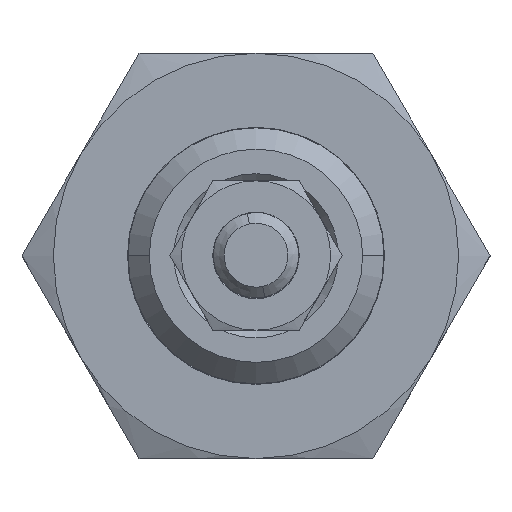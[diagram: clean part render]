
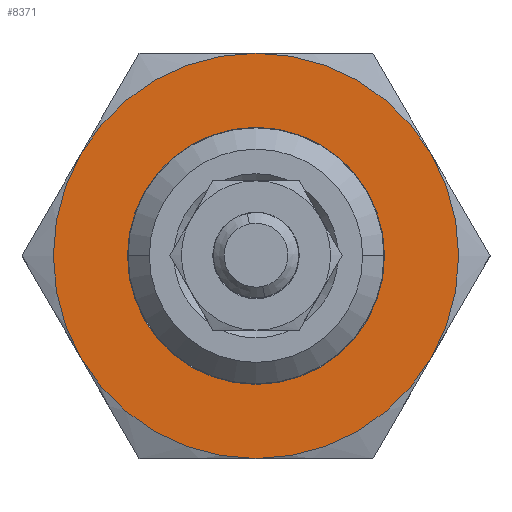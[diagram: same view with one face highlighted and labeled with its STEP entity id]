
A CAD part, top view. The second image highlights one B-rep face of the part: STEP entity #8371.
In plain terms, the highlighted planar face has unit normal (0, 0, 1).
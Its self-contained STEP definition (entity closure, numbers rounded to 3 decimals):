
#15 = ORIENTED_EDGE ( 'NONE', *, *, #10528, .F. ) ;
#80 = VERTEX_POINT ( 'NONE', #2401 ) ;
#192 = CARTESIAN_POINT ( 'NONE',  ( 0., 0., 80. ) ) ;
#336 = CARTESIAN_POINT ( 'NONE',  ( 0., 0., 80. ) ) ;
#493 = VERTEX_POINT ( 'NONE', #2344 ) ;
#589 = ORIENTED_EDGE ( 'NONE', *, *, #7097, .F. ) ;
#822 = DIRECTION ( 'NONE',  ( 0., 0., -1. ) ) ;
#885 = DIRECTION ( 'NONE',  ( 0.866, -0.5, 0. ) ) ;
#916 = VERTEX_POINT ( 'NONE', #7450 ) ;
#1234 = DIRECTION ( 'NONE',  ( 0., 0., -1. ) ) ;
#1270 = FACE_BOUND ( 'NONE', #2502, .T. ) ;
#1313 = EDGE_CURVE ( 'NONE', #6584, #8769, #9118, .T. ) ;
#1649 = CARTESIAN_POINT ( 'NONE',  ( 0., 0., 80. ) ) ;
#2132 = PLANE ( 'NONE',  #3984 ) ;
#2170 = DIRECTION ( 'NONE',  ( 0.866, -0.5, 0. ) ) ;
#2344 = CARTESIAN_POINT ( 'NONE',  ( -8.227, -4.75, 80. ) ) ;
#2401 = CARTESIAN_POINT ( 'NONE',  ( 5.218, -3.012, 80. ) ) ;
#2502 = EDGE_LOOP ( 'NONE', ( #11354, #3046 ) ) ;
#2565 = AXIS2_PLACEMENT_3D ( 'NONE', #7036, #2604, #10543 ) ;
#2604 = DIRECTION ( 'NONE',  ( 0., 0., -1. ) ) ;
#2907 = EDGE_LOOP ( 'NONE', ( #4397, #589, #10603, #4242, #15, #8432 ) ) ;
#3046 = ORIENTED_EDGE ( 'NONE', *, *, #3936, .T. ) ;
#3697 = EDGE_CURVE ( 'NONE', #4116, #80, #7905, .T. ) ;
#3850 = VERTEX_POINT ( 'NONE', #5815 ) ;
#3856 = CARTESIAN_POINT ( 'NONE',  ( 0., 0., 80. ) ) ;
#3863 = DIRECTION ( 'NONE',  ( 0., 0., -1. ) ) ;
#3900 = CARTESIAN_POINT ( 'NONE',  ( 0., 0., 80. ) ) ;
#3936 = EDGE_CURVE ( 'NONE', #80, #4116, #6606, .T. ) ;
#3984 = AXIS2_PLACEMENT_3D ( 'NONE', #4801, #8313, #5664 ) ;
#4038 = CIRCLE ( 'NONE', #6255, 9.5 ) ;
#4090 = CIRCLE ( 'NONE', #10522, 9.5 ) ;
#4116 = VERTEX_POINT ( 'NONE', #4581 ) ;
#4204 = EDGE_CURVE ( 'NONE', #3850, #493, #9926, .T. ) ;
#4242 = ORIENTED_EDGE ( 'NONE', *, *, #1313, .F. ) ;
#4397 = ORIENTED_EDGE ( 'NONE', *, *, #5572, .F. ) ;
#4407 = CARTESIAN_POINT ( 'NONE',  ( 8.227, -4.75, 80. ) ) ;
#4581 = CARTESIAN_POINT ( 'NONE',  ( -5.218, 3.012, 80. ) ) ;
#4801 = CARTESIAN_POINT ( 'NONE',  ( 0., 0., 80. ) ) ;
#4854 = FACE_OUTER_BOUND ( 'NONE', #2907, .T. ) ;
#5064 = CARTESIAN_POINT ( 'NONE',  ( 0., 9.5, 80. ) ) ;
#5322 = DIRECTION ( 'NONE',  ( 0.866, -0.5, 0. ) ) ;
#5446 = CARTESIAN_POINT ( 'NONE',  ( -8.227, 4.75, 80. ) ) ;
#5572 = EDGE_CURVE ( 'NONE', #8110, #3850, #8665, .T. ) ;
#5664 = DIRECTION ( 'NONE',  ( 0.866, -0.5, 0. ) ) ;
#5670 = DIRECTION ( 'NONE',  ( 0., 0., -1. ) ) ;
#5815 = CARTESIAN_POINT ( 'NONE',  ( 0., -9.5, 80. ) ) ;
#5997 = DIRECTION ( 'NONE',  ( 0.866, -0.5, 0. ) ) ;
#6100 = CIRCLE ( 'NONE', #9589, 9.5 ) ;
#6255 = AXIS2_PLACEMENT_3D ( 'NONE', #10419, #10533, #5997 ) ;
#6561 = CARTESIAN_POINT ( 'NONE',  ( 0., 0., 80. ) ) ;
#6584 = VERTEX_POINT ( 'NONE', #5446 ) ;
#6606 = CIRCLE ( 'NONE', #8077, 6.025 ) ;
#6949 = DIRECTION ( 'NONE',  ( 0., 0., -1. ) ) ;
#7036 = CARTESIAN_POINT ( 'NONE',  ( 0., 0., 80. ) ) ;
#7097 = EDGE_CURVE ( 'NONE', #916, #8110, #4090, .T. ) ;
#7375 = DIRECTION ( 'NONE',  ( 0.866, -0.5, 0. ) ) ;
#7410 = DIRECTION ( 'NONE',  ( 0.866, -0.5, 0. ) ) ;
#7450 = CARTESIAN_POINT ( 'NONE',  ( 8.227, 4.75, 80. ) ) ;
#7905 = CIRCLE ( 'NONE', #2565, 6.025 ) ;
#8077 = AXIS2_PLACEMENT_3D ( 'NONE', #6561, #10071, #2170 ) ;
#8110 = VERTEX_POINT ( 'NONE', #4407 ) ;
#8313 = DIRECTION ( 'NONE',  ( 0., 0., -1. ) ) ;
#8371 = ADVANCED_FACE ( 'NONE', ( #1270, #4854 ), #2132, .F. ) ;
#8432 = ORIENTED_EDGE ( 'NONE', *, *, #4204, .F. ) ;
#8665 = CIRCLE ( 'NONE', #10306, 9.5 ) ;
#8769 = VERTEX_POINT ( 'NONE', #5064 ) ;
#9118 = CIRCLE ( 'NONE', #10955, 9.5 ) ;
#9185 = AXIS2_PLACEMENT_3D ( 'NONE', #192, #5670, #10097 ) ;
#9589 = AXIS2_PLACEMENT_3D ( 'NONE', #3856, #822, #5322 ) ;
#9926 = CIRCLE ( 'NONE', #9185, 9.5 ) ;
#10071 = DIRECTION ( 'NONE',  ( 0., 0., -1. ) ) ;
#10097 = DIRECTION ( 'NONE',  ( 0.866, -0.5, 0. ) ) ;
#10306 = AXIS2_PLACEMENT_3D ( 'NONE', #3900, #1234, #7410 ) ;
#10419 = CARTESIAN_POINT ( 'NONE',  ( 0., 0., 80. ) ) ;
#10522 = AXIS2_PLACEMENT_3D ( 'NONE', #336, #3863, #7375 ) ;
#10528 = EDGE_CURVE ( 'NONE', #493, #6584, #4038, .T. ) ;
#10533 = DIRECTION ( 'NONE',  ( 0., 0., -1. ) ) ;
#10543 = DIRECTION ( 'NONE',  ( 0.866, -0.5, 0. ) ) ;
#10603 = ORIENTED_EDGE ( 'NONE', *, *, #11403, .F. ) ;
#10955 = AXIS2_PLACEMENT_3D ( 'NONE', #1649, #6949, #885 ) ;
#11354 = ORIENTED_EDGE ( 'NONE', *, *, #3697, .T. ) ;
#11403 = EDGE_CURVE ( 'NONE', #8769, #916, #6100, .T. ) ;
